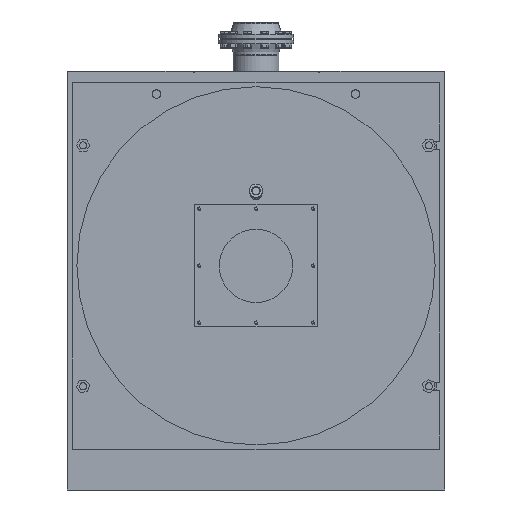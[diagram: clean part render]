
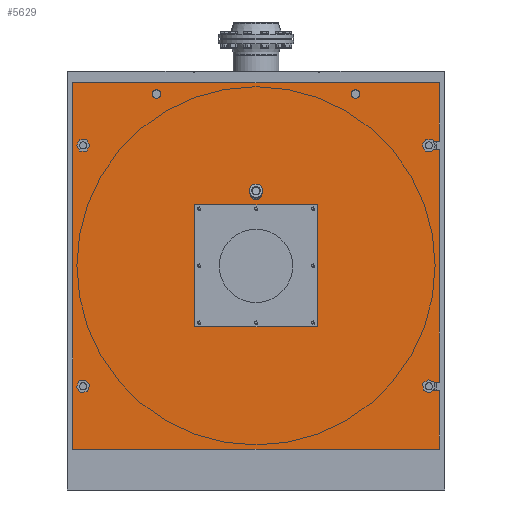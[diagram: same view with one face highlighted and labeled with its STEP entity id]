
A CAD part, front view. The second image highlights one B-rep face of the part: STEP entity #5629.
In plain terms, the highlighted face is planar.
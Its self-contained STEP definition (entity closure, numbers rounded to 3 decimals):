
#282=ELLIPSE('',#6191,29.505,28.5);
#283=ELLIPSE('',#6192,29.505,28.5);
#351=FACE_BOUND('',#1137,.T.);
#352=FACE_BOUND('',#1138,.T.);
#353=FACE_BOUND('',#1139,.T.);
#354=FACE_BOUND('',#1140,.T.);
#355=FACE_BOUND('',#1141,.T.);
#356=FACE_BOUND('',#1142,.T.);
#516=PLANE('',#6188);
#768=FACE_OUTER_BOUND('',#1136,.T.);
#1136=EDGE_LOOP('',(#4546,#4547,#4548,#4549,#4550,#4551,#4552,#4553,#4554,
#4555,#4556,#4557));
#1137=EDGE_LOOP('',(#4558,#4559,#4560));
#1138=EDGE_LOOP('',(#4561,#4562,#4563,#4564));
#1139=EDGE_LOOP('',(#4565,#4566));
#1140=EDGE_LOOP('',(#4567,#4568));
#1141=EDGE_LOOP('',(#4569,#4570));
#1142=EDGE_LOOP('',(#4571,#4572));
#1475=CIRCLE('',#6189,20.);
#1476=CIRCLE('',#6190,20.);
#1477=CIRCLE('',#6193,20.);
#1478=CIRCLE('',#6194,20.);
#1479=CIRCLE('',#6195,20.);
#1480=CIRCLE('',#6196,20.);
#1481=CIRCLE('',#6197,20.);
#1482=CIRCLE('',#6198,20.);
#1483=CIRCLE('',#6199,20.);
#1484=CIRCLE('',#6200,20.);
#1814=LINE('',#9074,#2295);
#1818=LINE('',#9081,#2299);
#1821=LINE('',#9087,#2302);
#1823=LINE('',#9093,#2304);
#1915=LINE('',#9321,#2396);
#1918=LINE('',#9326,#2399);
#1920=LINE('',#9330,#2401);
#1922=LINE('',#9333,#2403);
#1927=LINE('',#9362,#2408);
#1928=LINE('',#9366,#2409);
#1929=LINE('',#9367,#2410);
#1930=LINE('',#9369,#2411);
#1931=LINE('',#9371,#2412);
#1932=LINE('',#9374,#2413);
#1933=LINE('',#9380,#2414);
#2295=VECTOR('',#7090,10.);
#2299=VECTOR('',#7096,10.);
#2302=VECTOR('',#7101,10.);
#2304=VECTOR('',#7105,10.);
#2396=VECTOR('',#7265,10.);
#2399=VECTOR('',#7270,10.);
#2401=VECTOR('',#7274,10.);
#2403=VECTOR('',#7278,10.);
#2408=VECTOR('',#7315,10.);
#2409=VECTOR('',#7318,10.);
#2410=VECTOR('',#7319,10.);
#2411=VECTOR('',#7320,10.);
#2412=VECTOR('',#7321,10.);
#2413=VECTOR('',#7324,10.);
#2414=VECTOR('',#7329,10.);
#2763=VERTEX_POINT('',#9071);
#2764=VERTEX_POINT('',#9073);
#2766=VERTEX_POINT('',#9079);
#2768=VERTEX_POINT('',#9085);
#2770=VERTEX_POINT('',#9090);
#2771=VERTEX_POINT('',#9092);
#2872=VERTEX_POINT('',#9319);
#2873=VERTEX_POINT('',#9320);
#2874=VERTEX_POINT('',#9325);
#2875=VERTEX_POINT('',#9329);
#2883=VERTEX_POINT('',#9361);
#2884=VERTEX_POINT('',#9363);
#2885=VERTEX_POINT('',#9365);
#2886=VERTEX_POINT('',#9368);
#2887=VERTEX_POINT('',#9370);
#2888=VERTEX_POINT('',#9372);
#2889=VERTEX_POINT('',#9375);
#2890=VERTEX_POINT('',#9376);
#2891=VERTEX_POINT('',#9378);
#2892=VERTEX_POINT('',#9381);
#2893=VERTEX_POINT('',#9382);
#2894=VERTEX_POINT('',#9385);
#2895=VERTEX_POINT('',#9386);
#2896=VERTEX_POINT('',#9389);
#2897=VERTEX_POINT('',#9390);
#2898=VERTEX_POINT('',#9393);
#2899=VERTEX_POINT('',#9394);
#3359=EDGE_CURVE('',#2764,#2763,#1814,.T.);
#3363=EDGE_CURVE('',#2763,#2766,#1818,.T.);
#3366=EDGE_CURVE('',#2766,#2768,#1821,.T.);
#3368=EDGE_CURVE('',#2771,#2770,#1823,.T.);
#3479=EDGE_CURVE('',#2872,#2873,#1915,.T.);
#3482=EDGE_CURVE('',#2874,#2872,#1918,.T.);
#3484=EDGE_CURVE('',#2875,#2874,#1920,.T.);
#3486=EDGE_CURVE('',#2873,#2875,#1922,.T.);
#3498=EDGE_CURVE('',#2770,#2883,#1927,.T.);
#3499=EDGE_CURVE('',#2883,#2884,#1475,.T.);
#3500=EDGE_CURVE('',#2884,#2885,#1928,.T.);
#3501=EDGE_CURVE('',#2885,#2764,#1929,.T.);
#3502=EDGE_CURVE('',#2768,#2886,#1930,.T.);
#3503=EDGE_CURVE('',#2886,#2887,#1931,.T.);
#3504=EDGE_CURVE('',#2887,#2888,#1476,.T.);
#3505=EDGE_CURVE('',#2888,#2771,#1932,.T.);
#3506=EDGE_CURVE('',#2889,#2890,#282,.T.);
#3507=EDGE_CURVE('',#2890,#2891,#283,.T.);
#3508=EDGE_CURVE('',#2891,#2889,#1933,.T.);
#3509=EDGE_CURVE('',#2892,#2893,#1477,.T.);
#3510=EDGE_CURVE('',#2893,#2892,#1478,.T.);
#3511=EDGE_CURVE('',#2894,#2895,#1479,.T.);
#3512=EDGE_CURVE('',#2895,#2894,#1480,.T.);
#3513=EDGE_CURVE('',#2896,#2897,#1481,.T.);
#3514=EDGE_CURVE('',#2897,#2896,#1482,.T.);
#3515=EDGE_CURVE('',#2898,#2899,#1483,.T.);
#3516=EDGE_CURVE('',#2899,#2898,#1484,.T.);
#4546=ORIENTED_EDGE('',*,*,#3498,.T.);
#4547=ORIENTED_EDGE('',*,*,#3499,.T.);
#4548=ORIENTED_EDGE('',*,*,#3500,.T.);
#4549=ORIENTED_EDGE('',*,*,#3501,.T.);
#4550=ORIENTED_EDGE('',*,*,#3359,.T.);
#4551=ORIENTED_EDGE('',*,*,#3363,.T.);
#4552=ORIENTED_EDGE('',*,*,#3366,.T.);
#4553=ORIENTED_EDGE('',*,*,#3502,.T.);
#4554=ORIENTED_EDGE('',*,*,#3503,.T.);
#4555=ORIENTED_EDGE('',*,*,#3504,.T.);
#4556=ORIENTED_EDGE('',*,*,#3505,.T.);
#4557=ORIENTED_EDGE('',*,*,#3368,.T.);
#4558=ORIENTED_EDGE('',*,*,#3506,.T.);
#4559=ORIENTED_EDGE('',*,*,#3507,.T.);
#4560=ORIENTED_EDGE('',*,*,#3508,.T.);
#4561=ORIENTED_EDGE('',*,*,#3486,.T.);
#4562=ORIENTED_EDGE('',*,*,#3484,.T.);
#4563=ORIENTED_EDGE('',*,*,#3482,.T.);
#4564=ORIENTED_EDGE('',*,*,#3479,.T.);
#4565=ORIENTED_EDGE('',*,*,#3509,.T.);
#4566=ORIENTED_EDGE('',*,*,#3510,.T.);
#4567=ORIENTED_EDGE('',*,*,#3511,.T.);
#4568=ORIENTED_EDGE('',*,*,#3512,.T.);
#4569=ORIENTED_EDGE('',*,*,#3513,.T.);
#4570=ORIENTED_EDGE('',*,*,#3514,.T.);
#4571=ORIENTED_EDGE('',*,*,#3515,.T.);
#4572=ORIENTED_EDGE('',*,*,#3516,.T.);
#5629=ADVANCED_FACE('',(#768,#351,#352,#353,#354,#355,#356),#516,.T.);
#6188=AXIS2_PLACEMENT_3D('',#9360,#7313,#7314);
#6189=AXIS2_PLACEMENT_3D('',#9364,#7316,#7317);
#6190=AXIS2_PLACEMENT_3D('',#9373,#7322,#7323);
#6191=AXIS2_PLACEMENT_3D('',#9377,#7325,#7326);
#6192=AXIS2_PLACEMENT_3D('',#9379,#7327,#7328);
#6193=AXIS2_PLACEMENT_3D('',#9383,#7330,#7331);
#6194=AXIS2_PLACEMENT_3D('',#9384,#7332,#7333);
#6195=AXIS2_PLACEMENT_3D('',#9387,#7334,#7335);
#6196=AXIS2_PLACEMENT_3D('',#9388,#7336,#7337);
#6197=AXIS2_PLACEMENT_3D('',#9391,#7338,#7339);
#6198=AXIS2_PLACEMENT_3D('',#9392,#7340,#7341);
#6199=AXIS2_PLACEMENT_3D('',#9395,#7342,#7343);
#6200=AXIS2_PLACEMENT_3D('',#9396,#7344,#7345);
#7090=DIRECTION('',(-1.,0.,0.));
#7096=DIRECTION('',(0.,-1.,0.));
#7101=DIRECTION('',(1.,0.,0.));
#7105=DIRECTION('',(0.,1.,0.));
#7265=DIRECTION('',(0.,-1.,0.));
#7270=DIRECTION('',(1.,0.,0.));
#7274=DIRECTION('',(0.,1.,0.));
#7278=DIRECTION('',(-1.,0.,0.));
#7313=DIRECTION('center_axis',(0.,0.,1.));
#7314=DIRECTION('ref_axis',(1.,0.,0.));
#7315=DIRECTION('',(-1.,0.,0.));
#7316=DIRECTION('center_axis',(0.,0.,-1.));
#7317=DIRECTION('ref_axis',(0.,1.,0.));
#7318=DIRECTION('',(1.,0.,0.));
#7319=DIRECTION('',(0.,1.,0.));
#7320=DIRECTION('',(0.,1.,0.));
#7321=DIRECTION('',(-1.,0.,0.));
#7322=DIRECTION('center_axis',(0.,0.,-1.));
#7323=DIRECTION('ref_axis',(0.,1.,0.));
#7324=DIRECTION('',(1.,0.,0.));
#7325=DIRECTION('center_axis',(0.,0.,-1.));
#7326=DIRECTION('ref_axis',(0.,-1.,0.));
#7327=DIRECTION('center_axis',(0.,0.,-1.));
#7328=DIRECTION('ref_axis',(0.,-1.,0.));
#7329=DIRECTION('',(-1.,0.,0.));
#7330=DIRECTION('center_axis',(0.,0.,-1.));
#7331=DIRECTION('ref_axis',(1.,0.,0.));
#7332=DIRECTION('center_axis',(0.,0.,-1.));
#7333=DIRECTION('ref_axis',(1.,0.,0.));
#7334=DIRECTION('center_axis',(0.,0.,-1.));
#7335=DIRECTION('ref_axis',(1.,0.,0.));
#7336=DIRECTION('center_axis',(0.,0.,-1.));
#7337=DIRECTION('ref_axis',(1.,0.,0.));
#7338=DIRECTION('center_axis',(0.,0.,-1.));
#7339=DIRECTION('ref_axis',(1.,0.,0.));
#7340=DIRECTION('center_axis',(0.,0.,-1.));
#7341=DIRECTION('ref_axis',(1.,0.,0.));
#7342=DIRECTION('center_axis',(0.,0.,-1.));
#7343=DIRECTION('ref_axis',(1.,0.,0.));
#7344=DIRECTION('center_axis',(0.,0.,-1.));
#7345=DIRECTION('ref_axis',(1.,0.,0.));
#9071=CARTESIAN_POINT('',(-1775.,1945.,279.5));
#9073=CARTESIAN_POINT('',(-25.,1945.,279.5));
#9074=CARTESIAN_POINT('',(-25.,1945.,279.5));
#9079=CARTESIAN_POINT('',(-1775.,195.,279.5));
#9081=CARTESIAN_POINT('',(-1775.,1945.,279.5));
#9085=CARTESIAN_POINT('',(-25.,195.,279.5));
#9087=CARTESIAN_POINT('',(-1775.,195.,279.5));
#9090=CARTESIAN_POINT('',(-25.,1625.,279.5));
#9092=CARTESIAN_POINT('',(-25.,515.,279.5));
#9093=CARTESIAN_POINT('',(-25.,195.,279.5));
#9319=CARTESIAN_POINT('',(-608.333,1361.667,279.5));
#9320=CARTESIAN_POINT('',(-608.333,778.333,279.5));
#9321=CARTESIAN_POINT('',(-608.333,924.167,279.5));
#9325=CARTESIAN_POINT('',(-1191.667,1361.667,279.5));
#9326=CARTESIAN_POINT('',(-754.167,1361.667,279.5));
#9329=CARTESIAN_POINT('',(-1191.667,778.333,279.5));
#9330=CARTESIAN_POINT('',(-1191.667,1215.833,279.5));
#9333=CARTESIAN_POINT('',(-1045.833,778.333,279.5));
#9360=CARTESIAN_POINT('Origin',(-900.,1070.,279.5));
#9361=CARTESIAN_POINT('',(-75.,1625.,279.5));
#9362=CARTESIAN_POINT('',(-462.5,1625.,279.5));
#9363=CARTESIAN_POINT('',(-75.,1665.,279.5));
#9364=CARTESIAN_POINT('Origin',(-75.,1645.,279.5));
#9365=CARTESIAN_POINT('',(-25.,1665.,279.5));
#9366=CARTESIAN_POINT('',(-487.5,1665.,279.5));
#9367=CARTESIAN_POINT('',(-25.,195.,279.5));
#9368=CARTESIAN_POINT('',(-25.,475.,279.5));
#9369=CARTESIAN_POINT('',(-25.,195.,279.5));
#9370=CARTESIAN_POINT('',(-75.,475.,279.5));
#9371=CARTESIAN_POINT('',(-462.5,475.,279.5));
#9372=CARTESIAN_POINT('',(-75.,515.,279.5));
#9373=CARTESIAN_POINT('Origin',(-75.,495.,279.5));
#9374=CARTESIAN_POINT('',(-487.5,515.,279.5));
#9375=CARTESIAN_POINT('',(-924.852,1398.987,279.5));
#9376=CARTESIAN_POINT('',(-871.5,1413.43,279.5));
#9377=CARTESIAN_POINT('Origin',(-900.,1413.43,279.5));
#9378=CARTESIAN_POINT('',(-875.148,1398.987,279.5));
#9379=CARTESIAN_POINT('Origin',(-900.,1413.43,279.5));
#9380=CARTESIAN_POINT('',(-900.,1398.987,279.5));
#9381=CARTESIAN_POINT('',(-1355.,1890.,279.5));
#9382=CARTESIAN_POINT('',(-1395.,1890.,279.5));
#9383=CARTESIAN_POINT('Origin',(-1375.,1890.,279.5));
#9384=CARTESIAN_POINT('Origin',(-1375.,1890.,279.5));
#9385=CARTESIAN_POINT('',(-1705.,1645.,279.5));
#9386=CARTESIAN_POINT('',(-1745.,1645.,279.5));
#9387=CARTESIAN_POINT('Origin',(-1725.,1645.,279.5));
#9388=CARTESIAN_POINT('Origin',(-1725.,1645.,279.5));
#9389=CARTESIAN_POINT('',(-405.,1890.,279.5));
#9390=CARTESIAN_POINT('',(-445.,1890.,279.5));
#9391=CARTESIAN_POINT('Origin',(-425.,1890.,279.5));
#9392=CARTESIAN_POINT('Origin',(-425.,1890.,279.5));
#9393=CARTESIAN_POINT('',(-1705.,495.,279.5));
#9394=CARTESIAN_POINT('',(-1745.,495.,279.5));
#9395=CARTESIAN_POINT('Origin',(-1725.,495.,279.5));
#9396=CARTESIAN_POINT('Origin',(-1725.,495.,279.5));
